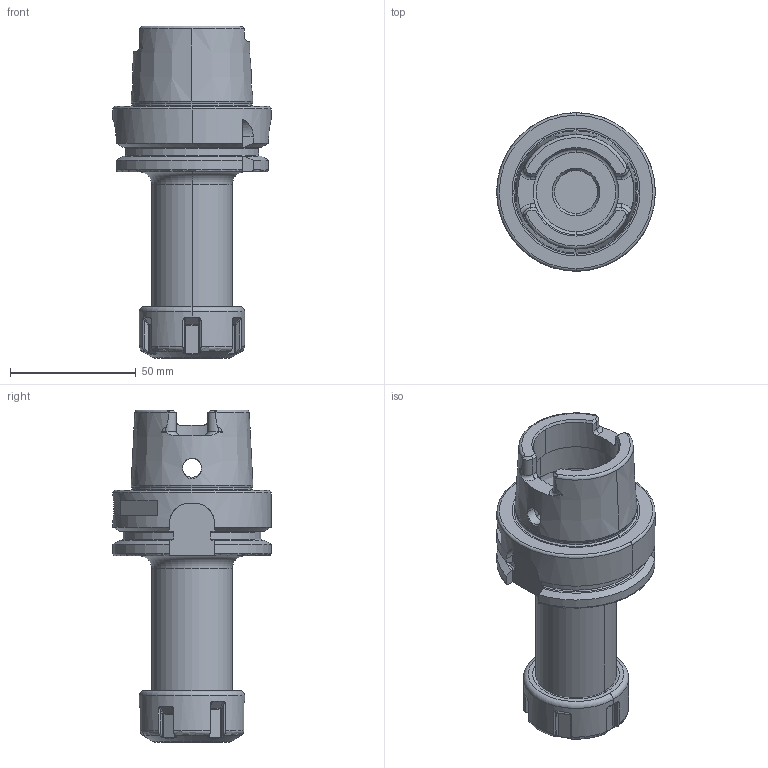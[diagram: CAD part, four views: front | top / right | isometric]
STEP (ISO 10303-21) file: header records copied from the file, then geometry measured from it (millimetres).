
FILE_DESCRIPTION((''),'2;1');
FILE_NAME('A63_02_16','2020-06-30T',('103090'),(''),'CREO PARAMETRIC BY PTC INC, 2015290','CREO PARAMETRIC BY PTC INC, 2015290','');
FILE_SCHEMA(('CONFIG_CONTROL_DESIGN'));
Length unit declared in the file: millimetre
Products named in the file (1): A63_02_16
Bounding box: 63 x 63 x 132 mm (x, y, z)
Volume: 127651.1 mm3; surface area: 36251.2 mm2
Topology: 1 solids, 1 shells, 343 faces, 848 edges, 515 vertices
Faces by surface type: plane 91, cylinder 87, bspline 60, torus 55, cone 38, sphere 12
Entity records: 13369 total; most frequent: CARTESIAN_POINT 5707, ORIENTED_EDGE 1692, DIRECTION 1447, EDGE_CURVE 846, AXIS2_PLACEMENT_3D 573, VERTEX_POINT 515, EDGE_LOOP 357, FACE_OUTER_BOUND 343
